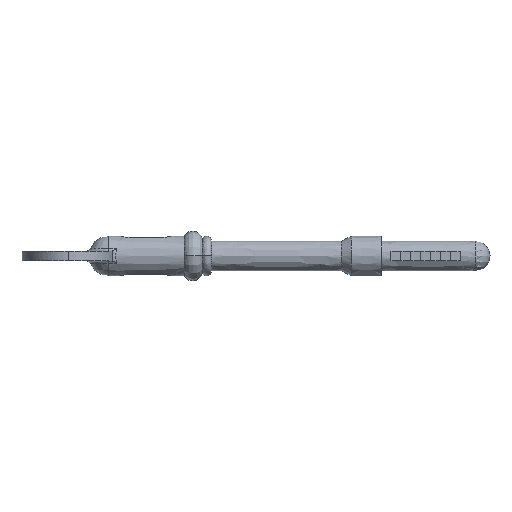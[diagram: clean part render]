
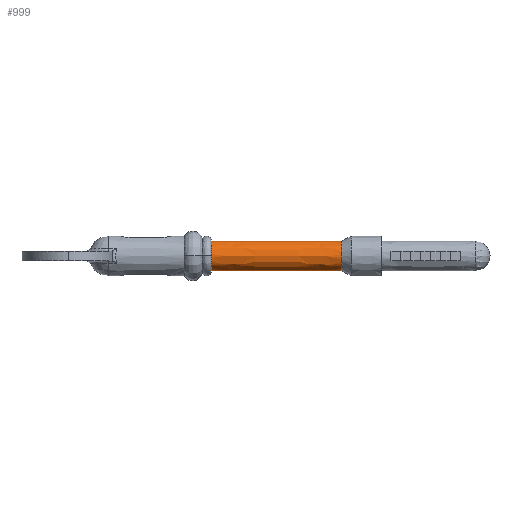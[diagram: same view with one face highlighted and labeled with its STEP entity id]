
A CAD part, front view. The second image highlights one B-rep face of the part: STEP entity #999.
In plain terms, the highlighted free-form (B-spline) face has degree [3, 3] with [11, 4] control points.
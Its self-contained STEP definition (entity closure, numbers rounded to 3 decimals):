
#152=ORIENTED_EDGE('trim curve',*,*,#527,.T.);
#153=ORIENTED_EDGE('trim curve',*,*,#528,.T.);
#154=ORIENTED_EDGE('trim curve',*,*,#529,.T.);
#155=ORIENTED_EDGE('trim curve',*,*,#524,.F.);
#156=ORIENTED_EDGE('trim curve',*,*,#530,.T.);
#382=VERTEX_POINT('Trimming Point',#3479);
#383=VERTEX_POINT('Trimming Point',#3486);
#384=VERTEX_POINT('Trimming Point',#3586);
#385=VERTEX_POINT('Trimming Point',#3598);
#386=VERTEX_POINT('Trimming Point',#3611);
#524=EDGE_CURVE('Edge Curve',#382,#383,#697,.T.);
#527=EDGE_CURVE('Edge Curve',#384,#385,#700,.T.);
#528=EDGE_CURVE('Edge Curve',#385,#386,#701,.T.);
#529=EDGE_CURVE('Edge Curve',#386,#383,#702,.T.);
#530=EDGE_CURVE('Edge Curve',#382,#384,#703,.T.);
#697=(
BOUNDED_CURVE()
B_SPLINE_CURVE(3,(#3480,#3481,#3482,#3483,#3484,#3485,#3486),.UNSPECIFIED.,
.U.,.U.)
B_SPLINE_CURVE_WITH_KNOTS((4,1,1,1,4),(-1.204,-0.903,
-0.602,-0.301,0.),.UNSPECIFIED.)
CURVE()
GEOMETRIC_REPRESENTATION_ITEM()
RATIONAL_B_SPLINE_CURVE((1.,1.,1.,1.,1.,1.,1.))
REPRESENTATION_ITEM('node')
);
#700=(
BOUNDED_CURVE()
B_SPLINE_CURVE(3,(#3586,#3587,#3588,#3589,#3590,#3591,#3592,#3593,#3594,
#3595,#3596,#3597,#3598),.UNSPECIFIED.,.U.,.U.)
B_SPLINE_CURVE_WITH_KNOTS((4,3,3,3,4),(0.602,0.785,
0.967,1.161,1.204),.UNSPECIFIED.)
CURVE()
GEOMETRIC_REPRESENTATION_ITEM()
RATIONAL_B_SPLINE_CURVE((1.,0.975,0.975,1.,0.992,
0.992,1.,0.971,0.971,1.,0.996,
0.993,0.99))
REPRESENTATION_ITEM('node')
);
#701=(
BOUNDED_CURVE()
B_SPLINE_CURVE(3,(#3599,#3600,#3601,#3602,#3603,#3604,#3605,#3606,#3607,
#3608,#3609,#3610,#3611),.UNSPECIFIED.,.U.,.U.)
B_SPLINE_CURVE_WITH_KNOTS((4,3,3,3,4),(1.204,1.354,1.505,
1.655,1.806),.UNSPECIFIED.)
CURVE()
GEOMETRIC_REPRESENTATION_ITEM()
RATIONAL_B_SPLINE_CURVE((0.99,0.982,0.986,
1.,0.983,0.983,1.,0.983,0.983,
1.,0.983,0.983,1.))
REPRESENTATION_ITEM('node')
);
#702=(
BOUNDED_CURVE()
B_SPLINE_CURVE(3,(#3612,#3613,#3614,#3615),.UNSPECIFIED.,.U.,.U.)
B_SPLINE_CURVE_WITH_KNOTS((4,4),(0.128,0.557),.UNSPECIFIED.)
CURVE()
GEOMETRIC_REPRESENTATION_ITEM()
RATIONAL_B_SPLINE_CURVE((1.,1.,1.,1.))
REPRESENTATION_ITEM('node')
);
#703=(
BOUNDED_CURVE()
B_SPLINE_CURVE(3,(#3616,#3617,#3618,#3619),.UNSPECIFIED.,.U.,.U.)
B_SPLINE_CURVE_WITH_KNOTS((4,4),(-0.557,-0.128),
.UNSPECIFIED.)
CURVE()
GEOMETRIC_REPRESENTATION_ITEM()
RATIONAL_B_SPLINE_CURVE((1.,1.,1.,1.))
REPRESENTATION_ITEM('node')
);
#828=EDGE_LOOP('trim boundary',(#152,#153,#154,#155,#156));
#885=FACE_OUTER_BOUND('Boundary Edges',#828,.T.);
#942=(
BOUNDED_SURFACE()
B_SPLINE_SURFACE(3,3,((#3542,#3543,#3544,#3545),(#3546,#3547,#3548,#3549),
(#3550,#3551,#3552,#3553),(#3554,#3555,#3556,#3557),(#3558,#3559,#3560,#3561),
(#3562,#3563,#3564,#3565),(#3566,#3567,#3568,#3569),(#3570,#3571,#3572,#3573),
(#3574,#3575,#3576,#3577),(#3578,#3579,#3580,#3581),(#3582,#3583,#3584,#3585)),
.UNSPECIFIED.,.U.,.U.,.U.)
B_SPLINE_SURFACE_WITH_KNOTS((4,1,1,1,1,1,1,1,4),(4,4),(2.,3.,4.,5.,6.,7.,
8.,9.,10.),(0.,1.),.UNSPECIFIED.)
GEOMETRIC_REPRESENTATION_ITEM()
RATIONAL_B_SPLINE_SURFACE(((1.,1.,1.,1.),(1.,1.,1.,1.),(1.,1.,1.,1.),(1.,
1.,1.,1.),(1.,1.,1.,1.),(1.,1.,1.,1.),(1.,1.,1.,1.),(1.,1.,1.,1.),(1.,1.,
1.,1.),(1.,1.,1.,1.),(1.,1.,1.,1.)))
REPRESENTATION_ITEM('trim region')
SURFACE()
);
#999=ADVANCED_FACE('trim region',(#885),#942,.T.);
#3479=CARTESIAN_POINT('CVs',(88.9,0.,3.81));
#3480=CARTESIAN_POINT('CVs',(88.9,0.,3.81));
#3481=CARTESIAN_POINT('CVs',(88.9,-0.995,3.81));
#3482=CARTESIAN_POINT('CVs',(88.9,-2.986,2.986));
#3483=CARTESIAN_POINT('CVs',(88.9,-4.222,0.));
#3484=CARTESIAN_POINT('CVs',(88.9,-2.986,-2.986));
#3485=CARTESIAN_POINT('CVs',(88.9,-0.995,-3.81));
#3486=CARTESIAN_POINT('CVs',(88.9,0.,-3.81));
#3542=CARTESIAN_POINT('CVs',(45.72,0.,-3.81));
#3543=CARTESIAN_POINT('CVs',(71.543,0.,-3.81));
#3544=CARTESIAN_POINT('CVs',(97.367,0.,-3.81));
#3545=CARTESIAN_POINT('CVs',(123.19,0.,-3.81));
#3546=CARTESIAN_POINT('CVs',(45.72,0.995,-3.81));
#3547=CARTESIAN_POINT('CVs',(71.543,0.995,-3.81));
#3548=CARTESIAN_POINT('CVs',(97.367,0.995,-3.81));
#3549=CARTESIAN_POINT('CVs',(123.19,0.995,-3.81));
#3550=CARTESIAN_POINT('CVs',(45.72,2.986,-2.986));
#3551=CARTESIAN_POINT('CVs',(71.543,2.986,-2.986));
#3552=CARTESIAN_POINT('CVs',(97.367,2.986,-2.986));
#3553=CARTESIAN_POINT('CVs',(123.19,2.986,-2.986));
#3554=CARTESIAN_POINT('CVs',(45.72,4.222,0.));
#3555=CARTESIAN_POINT('CVs',(71.543,4.222,0.));
#3556=CARTESIAN_POINT('CVs',(97.367,4.222,0.));
#3557=CARTESIAN_POINT('CVs',(123.19,4.222,0.));
#3558=CARTESIAN_POINT('CVs',(45.72,2.986,2.986));
#3559=CARTESIAN_POINT('CVs',(71.543,2.986,2.986));
#3560=CARTESIAN_POINT('CVs',(97.367,2.986,2.986));
#3561=CARTESIAN_POINT('CVs',(123.19,2.986,2.986));
#3562=CARTESIAN_POINT('CVs',(45.72,0.,4.222));
#3563=CARTESIAN_POINT('CVs',(71.543,0.,4.222));
#3564=CARTESIAN_POINT('CVs',(97.367,0.,4.222));
#3565=CARTESIAN_POINT('CVs',(123.19,0.,4.222));
#3566=CARTESIAN_POINT('CVs',(45.72,-2.986,2.986));
#3567=CARTESIAN_POINT('CVs',(71.543,-2.986,2.986));
#3568=CARTESIAN_POINT('CVs',(97.367,-2.986,2.986));
#3569=CARTESIAN_POINT('CVs',(123.19,-2.986,2.986));
#3570=CARTESIAN_POINT('CVs',(45.72,-4.222,0.));
#3571=CARTESIAN_POINT('CVs',(71.543,-4.222,0.));
#3572=CARTESIAN_POINT('CVs',(97.367,-4.222,0.));
#3573=CARTESIAN_POINT('CVs',(123.19,-4.222,0.));
#3574=CARTESIAN_POINT('CVs',(45.72,-2.986,-2.986));
#3575=CARTESIAN_POINT('CVs',(71.543,-2.986,-2.986));
#3576=CARTESIAN_POINT('CVs',(97.367,-2.986,-2.986));
#3577=CARTESIAN_POINT('CVs',(123.19,-2.986,-2.986));
#3578=CARTESIAN_POINT('CVs',(45.72,-0.995,-3.81));
#3579=CARTESIAN_POINT('CVs',(71.543,-0.995,-3.81));
#3580=CARTESIAN_POINT('CVs',(97.367,-0.995,-3.81));
#3581=CARTESIAN_POINT('CVs',(123.19,-0.995,-3.81));
#3582=CARTESIAN_POINT('CVs',(45.72,0.,-3.81));
#3583=CARTESIAN_POINT('CVs',(71.543,0.,-3.81));
#3584=CARTESIAN_POINT('CVs',(97.367,0.,-3.81));
#3585=CARTESIAN_POINT('CVs',(123.19,0.,-3.81));
#3586=CARTESIAN_POINT('CVs',(55.626,0.,3.81));
#3587=CARTESIAN_POINT('CVs',(55.626,-0.601,3.81));
#3588=CARTESIAN_POINT('CVs',(55.626,-1.199,3.663));
#3589=CARTESIAN_POINT('CVs',(55.626,-1.749,3.38));
#3590=CARTESIAN_POINT('CVs',(55.626,-2.3,3.097));
#3591=CARTESIAN_POINT('CVs',(55.626,-2.755,2.702));
#3592=CARTESIAN_POINT('CVs',(55.626,-3.105,2.204));
#3593=CARTESIAN_POINT('CVs',(55.626,-3.478,1.675));
#3594=CARTESIAN_POINT('CVs',(55.626,-3.711,1.064));
#3595=CARTESIAN_POINT('CVs',(55.626,-3.785,0.424));
#3596=CARTESIAN_POINT('CVs',(55.626,-3.802,0.284));
#3597=CARTESIAN_POINT('CVs',(55.626,-3.81,0.142));
#3598=CARTESIAN_POINT('CVs',(55.626,-3.81,0.));
#3599=CARTESIAN_POINT('CVs',(55.626,-3.81,0.));
#3600=CARTESIAN_POINT('CVs',(55.626,-3.81,-0.496));
#3601=CARTESIAN_POINT('CVs',(55.626,-3.71,-0.987));
#3602=CARTESIAN_POINT('CVs',(55.626,-3.516,-1.456));
#3603=CARTESIAN_POINT('CVs',(55.626,-3.322,-1.926));
#3604=CARTESIAN_POINT('CVs',(55.626,-3.043,-2.345));
#3605=CARTESIAN_POINT('CVs',(55.626,-2.694,-2.694));
#3606=CARTESIAN_POINT('CVs',(55.626,-2.345,-3.043));
#3607=CARTESIAN_POINT('CVs',(55.626,-1.926,-3.322));
#3608=CARTESIAN_POINT('CVs',(55.626,-1.456,-3.516));
#3609=CARTESIAN_POINT('CVs',(55.626,-0.987,-3.71));
#3610=CARTESIAN_POINT('CVs',(55.626,-0.493,-3.81));
#3611=CARTESIAN_POINT('CVs',(55.626,0.,-3.81));
#3612=CARTESIAN_POINT('CVs',(55.626,0.,-3.81));
#3613=CARTESIAN_POINT('CVs',(66.717,0.,-3.81));
#3614=CARTESIAN_POINT('CVs',(77.809,0.,-3.81));
#3615=CARTESIAN_POINT('CVs',(88.9,0.,-3.81));
#3616=CARTESIAN_POINT('CVs',(88.9,0.,3.81));
#3617=CARTESIAN_POINT('CVs',(77.809,0.,3.81));
#3618=CARTESIAN_POINT('CVs',(66.717,0.,3.81));
#3619=CARTESIAN_POINT('CVs',(55.626,0.,3.81));
